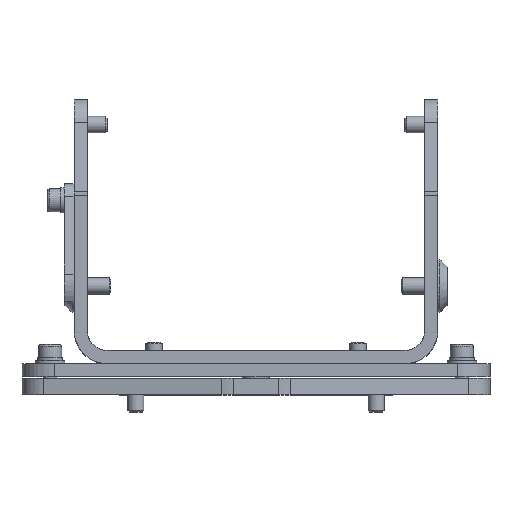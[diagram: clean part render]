
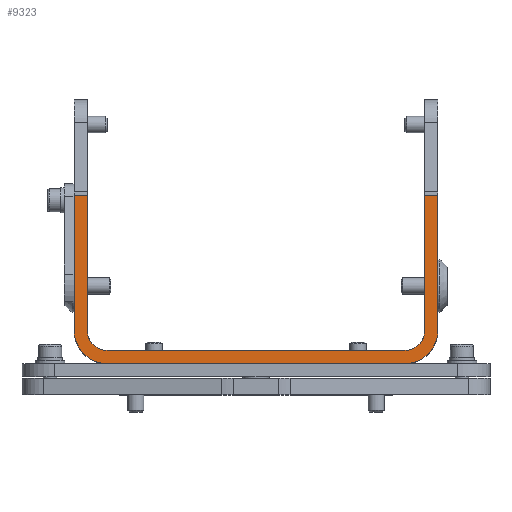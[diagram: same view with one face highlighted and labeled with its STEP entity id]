
A CAD part, top view. The second image highlights one B-rep face of the part: STEP entity #9323.
In plain terms, the highlighted planar face has unit normal (0, 0, 1).
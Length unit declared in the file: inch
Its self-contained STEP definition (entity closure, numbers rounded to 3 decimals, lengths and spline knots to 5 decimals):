
#12 = EDGE_CURVE ( 'NONE', #392, #9997, #9649, .T. ) ;
#89 = CARTESIAN_POINT ( 'NONE',  ( 1.77953, -0.11811, 0.43307 ) ) ;
#153 = VECTOR ( 'NONE', #691, 39.37008 ) ;
#202 = CARTESIAN_POINT ( 'NONE',  ( -2.01575, -0.51181, 0.43307 ) ) ;
#392 = VERTEX_POINT ( 'NONE', #4583 ) ;
#455 = LINE ( 'NONE', #202, #5969 ) ;
#484 = ORIENTED_EDGE ( 'NONE', *, *, #6048, .F. ) ;
#691 = DIRECTION ( 'NONE',  ( 1., 0., 0. ) ) ;
#737 = ORIENTED_EDGE ( 'NONE', *, *, #8824, .T. ) ;
#865 = ORIENTED_EDGE ( 'NONE', *, *, #4213, .F. ) ;
#1307 = LINE ( 'NONE', #5494, #5928 ) ;
#1477 = ORIENTED_EDGE ( 'NONE', *, *, #7400, .F. ) ;
#1487 = EDGE_CURVE ( 'NONE', #5346, #1503, #1307, .T. ) ;
#1503 = VERTEX_POINT ( 'NONE', #3018 ) ;
#1575 = DIRECTION ( 'NONE',  ( 1., 0., 0. ) ) ;
#1583 = AXIS2_PLACEMENT_3D ( 'NONE', #2338, #4837, #4160 ) ;
#1589 = EDGE_CURVE ( 'NONE', #1503, #3847, #9780, .T. ) ;
#2123 = CARTESIAN_POINT ( 'NONE',  ( 2.17323, 1.49524, 0.43307 ) ) ;
#2338 = CARTESIAN_POINT ( 'NONE',  ( -2.01575, -0.51181, 0.43307 ) ) ;
#2359 = CARTESIAN_POINT ( 'NONE',  ( -1.77953, -0.11811, 0.43307 ) ) ;
#2371 = EDGE_CURVE ( 'NONE', #9599, #4787, #3802, .T. ) ;
#2940 = DIRECTION ( 'NONE',  ( 0., -1., 0. ) ) ;
#3018 = CARTESIAN_POINT ( 'NONE',  ( 2.01575, 1.49524, 0.43307 ) ) ;
#3111 = CARTESIAN_POINT ( 'NONE',  ( 1.77953, -0.35433, 0.43307 ) ) ;
#3125 = EDGE_CURVE ( 'NONE', #9997, #7730, #8286, .T. ) ;
#3138 = CARTESIAN_POINT ( 'NONE',  ( -2.01575, 1.49524, 0.43307 ) ) ;
#3163 = CARTESIAN_POINT ( 'NONE',  ( -1.77953, -0.35433, 0.43307 ) ) ;
#3174 = FACE_OUTER_BOUND ( 'NONE', #7514, .T. ) ;
#3248 = ORIENTED_EDGE ( 'NONE', *, *, #3125, .F. ) ;
#3451 = DIRECTION ( 'NONE',  ( 0., -1., 0. ) ) ;
#3587 = EDGE_CURVE ( 'NONE', #7730, #9791, #7923, .T. ) ;
#3754 = ORIENTED_EDGE ( 'NONE', *, *, #3587, .F. ) ;
#3802 = CIRCLE ( 'NONE', #9722, 0.3937 ) ;
#3828 = LINE ( 'NONE', #8029, #7595 ) ;
#3847 = VERTEX_POINT ( 'NONE', #2123 ) ;
#3995 = DIRECTION ( 'NONE',  ( 1., 0., 0. ) ) ;
#4010 = VERTEX_POINT ( 'NONE', #3111 ) ;
#4041 = CARTESIAN_POINT ( 'NONE',  ( -2.01575, -0.51181, 0.43307 ) ) ;
#4160 = DIRECTION ( 'NONE',  ( -1., 0., 0. ) ) ;
#4213 = EDGE_CURVE ( 'NONE', #5311, #392, #3828, .T. ) ;
#4545 = VECTOR ( 'NONE', #4751, 39.37008 ) ;
#4583 = CARTESIAN_POINT ( 'NONE',  ( -2.17323, 1.49524, 0.43307 ) ) ;
#4608 = CARTESIAN_POINT ( 'NONE',  ( -1.77953, -0.51181, 0.43307 ) ) ;
#4687 = ORIENTED_EDGE ( 'NONE', *, *, #2371, .F. ) ;
#4706 = DIRECTION ( 'NONE',  ( 1., 0., 0. ) ) ;
#4751 = DIRECTION ( 'NONE',  ( 1., 0., 0. ) ) ;
#4787 = VERTEX_POINT ( 'NONE', #5333 ) ;
#4837 = DIRECTION ( 'NONE',  ( 0., 0., -1. ) ) ;
#4863 = CARTESIAN_POINT ( 'NONE',  ( 2.17323, -0.51181, 0.43307 ) ) ;
#4899 = VERTEX_POINT ( 'NONE', #4608 ) ;
#4918 = DIRECTION ( 'NONE',  ( 0., -1., 0. ) ) ;
#5025 = CARTESIAN_POINT ( 'NONE',  ( -2.17323, -0.11811, 0.43307 ) ) ;
#5104 = EDGE_CURVE ( 'NONE', #3847, #9599, #9711, .T. ) ;
#5243 = VECTOR ( 'NONE', #2940, 39.37008 ) ;
#5311 = VERTEX_POINT ( 'NONE', #5025 ) ;
#5333 = CARTESIAN_POINT ( 'NONE',  ( 1.77953, -0.51181, 0.43307 ) ) ;
#5346 = VERTEX_POINT ( 'NONE', #8568 ) ;
#5378 = CARTESIAN_POINT ( 'NONE',  ( -2.01575, -0.11811, 0.43307 ) ) ;
#5494 = CARTESIAN_POINT ( 'NONE',  ( 2.01575, -0.51181, 0.43307 ) ) ;
#5584 = DIRECTION ( 'NONE',  ( 0., 1., 0. ) ) ;
#5614 = DIRECTION ( 'NONE',  ( -1., 0., 0. ) ) ;
#5928 = VECTOR ( 'NONE', #8806, 39.37008 ) ;
#5969 = VECTOR ( 'NONE', #4706, 39.37008 ) ;
#6012 = ORIENTED_EDGE ( 'NONE', *, *, #12, .F. ) ;
#6048 = EDGE_CURVE ( 'NONE', #9791, #4010, #9879, .T. ) ;
#6336 = AXIS2_PLACEMENT_3D ( 'NONE', #89, #8644, #3451 ) ;
#6439 = DIRECTION ( 'NONE',  ( 0., 1., 0. ) ) ;
#6527 = PLANE ( 'NONE',  #1583 ) ;
#6586 = CARTESIAN_POINT ( 'NONE',  ( 1.77953, -0.11811, 0.43307 ) ) ;
#6684 = CARTESIAN_POINT ( 'NONE',  ( -2.01575, -0.35433, 0.43307 ) ) ;
#6808 = ORIENTED_EDGE ( 'NONE', *, *, #9532, .F. ) ;
#7400 = EDGE_CURVE ( 'NONE', #4899, #5311, #10837, .T. ) ;
#7514 = EDGE_LOOP ( 'NONE', ( #4687, #10490, #8283, #10508, #6808, #484, #3754, #3248, #6012, #865, #1477, #737 ) ) ;
#7575 = AXIS2_PLACEMENT_3D ( 'NONE', #2359, #8166, #6439 ) ;
#7595 = VECTOR ( 'NONE', #5584, 39.37008 ) ;
#7730 = VERTEX_POINT ( 'NONE', #5378 ) ;
#7923 = CIRCLE ( 'NONE', #7575, 0.23622 ) ;
#8029 = CARTESIAN_POINT ( 'NONE',  ( -2.17323, -0.51181, 0.43307 ) ) ;
#8166 = DIRECTION ( 'NONE',  ( 0., 0., 1. ) ) ;
#8283 = ORIENTED_EDGE ( 'NONE', *, *, #1589, .F. ) ;
#8286 = LINE ( 'NONE', #4041, #9904 ) ;
#8303 = CARTESIAN_POINT ( 'NONE',  ( -1.77953, -0.11811, 0.43307 ) ) ;
#8360 = DIRECTION ( 'NONE',  ( 0., 0., -1. ) ) ;
#8568 = CARTESIAN_POINT ( 'NONE',  ( 2.01575, -0.11811, 0.43307 ) ) ;
#8644 = DIRECTION ( 'NONE',  ( 0., 0., 1. ) ) ;
#8806 = DIRECTION ( 'NONE',  ( 0., 1., 0. ) ) ;
#8824 = EDGE_CURVE ( 'NONE', #4899, #4787, #455, .T. ) ;
#9219 = CARTESIAN_POINT ( 'NONE',  ( -2.01575, 1.49524, 0.43307 ) ) ;
#9323 = ADVANCED_FACE ( 'NONE', ( #3174 ), #6527, .F. ) ;
#9400 = CARTESIAN_POINT ( 'NONE',  ( 2.17323, -0.11811, 0.43307 ) ) ;
#9412 = VECTOR ( 'NONE', #3995, 39.37008 ) ;
#9532 = EDGE_CURVE ( 'NONE', #4010, #5346, #10153, .T. ) ;
#9599 = VERTEX_POINT ( 'NONE', #9400 ) ;
#9649 = LINE ( 'NONE', #3138, #4545 ) ;
#9711 = LINE ( 'NONE', #4863, #5243 ) ;
#9722 = AXIS2_PLACEMENT_3D ( 'NONE', #6586, #10718, #5614 ) ;
#9780 = LINE ( 'NONE', #10757, #9412 ) ;
#9791 = VERTEX_POINT ( 'NONE', #3163 ) ;
#9879 = LINE ( 'NONE', #6684, #153 ) ;
#9904 = VECTOR ( 'NONE', #4918, 39.37008 ) ;
#9997 = VERTEX_POINT ( 'NONE', #9219 ) ;
#10153 = CIRCLE ( 'NONE', #6336, 0.23622 ) ;
#10318 = AXIS2_PLACEMENT_3D ( 'NONE', #8303, #8360, #1575 ) ;
#10490 = ORIENTED_EDGE ( 'NONE', *, *, #5104, .F. ) ;
#10508 = ORIENTED_EDGE ( 'NONE', *, *, #1487, .F. ) ;
#10718 = DIRECTION ( 'NONE',  ( 0., 0., -1. ) ) ;
#10757 = CARTESIAN_POINT ( 'NONE',  ( -2.01575, 1.49524, 0.43307 ) ) ;
#10837 = CIRCLE ( 'NONE', #10318, 0.3937 ) ;
